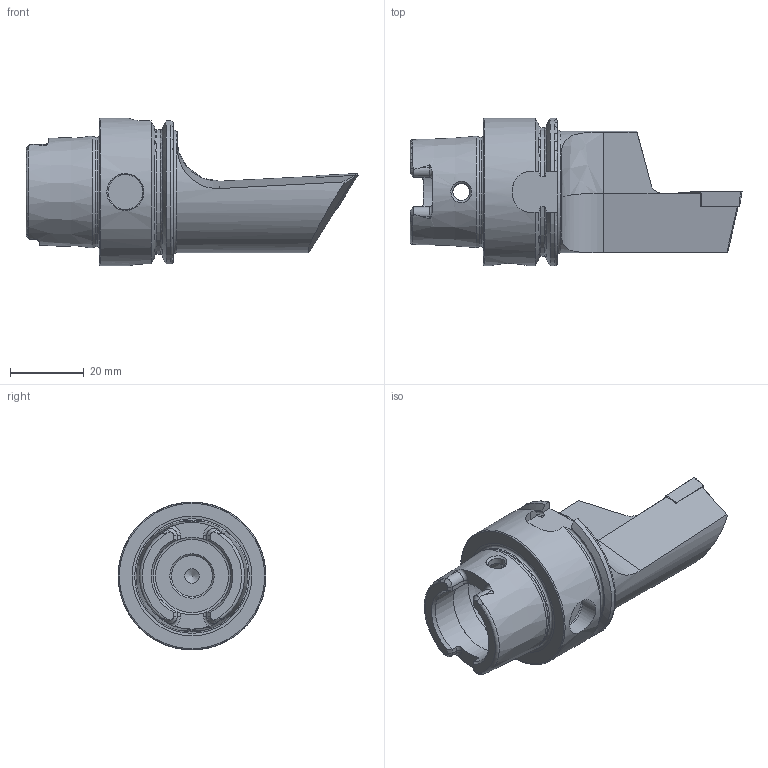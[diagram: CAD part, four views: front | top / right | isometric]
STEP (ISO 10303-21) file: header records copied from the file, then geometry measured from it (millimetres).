
FILE_DESCRIPTION (( 'STEP AP214' ), '1' );
FILE_NAME ('HA4.KDB.LJA.070.STEP', '2021-12-22T07:51:28', ( '' ), ( '' ), 'SwSTEP 2.0', 'SolidWorks 2017', '' );
FILE_SCHEMA (( 'AUTOMOTIVE_DESIGN' ));
Length unit declared in the file: millimetre
Products named in the file (6): HA4-KDB.LJA.070_C_Fertigbearbeitung; HA4.KDB.LJA.070; DCMT11T304; WKX-ER1.004.005_A_PreviewCfg; WCB-ER2.001.009_A; KVT_MB_600_050
Assembly tree (5 placements, depth 2):
  HA4.KDB.LJA.070
    HA4-KDB.LJA.070_C_Fertigbearbeitung
    WCB-ER2.001.009_A
    DCMT11T304
    WKX-ER1.004.005_A_PreviewCfg
    KVT_MB_600_050
Bounding box: 89.9 x 40 x 40 mm (x, y, z)
Volume: 42038.9 mm3; surface area: 14264.7 mm2
Topology: 6 solids, 6 shells, 248 faces, 632 edges, 395 vertices
Faces by surface type: plane 88, cylinder 61, cone 53, torus 25, bspline 19, sphere 2
Full cylindrical faces by diameter (mm): 1.7 x1, 3.3 x2, 4 x4, 4.2 x2, 4.4 x1, 4.6 x2, 5 x3, 5.25 x1, 6.1 x1, 10 x1, 11 x1, 12.5 x1, 21 x2, 25.5 x1, 29.707 x1, 33 x1, 40 x1
Entity records: 9110 total; most frequent: CARTESIAN_POINT 3524, ORIENTED_EDGE 1086, DIRECTION 1015, EDGE_CURVE 543, AXIS2_PLACEMENT_3D 409, VERTEX_POINT 375, EDGE_LOOP 328, FACE_OUTER_BOUND 286
